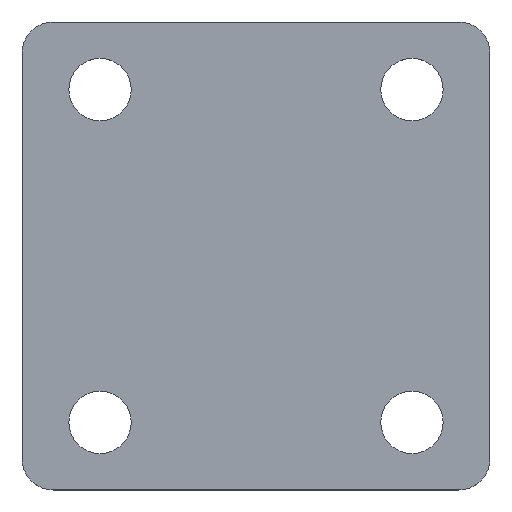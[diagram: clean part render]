
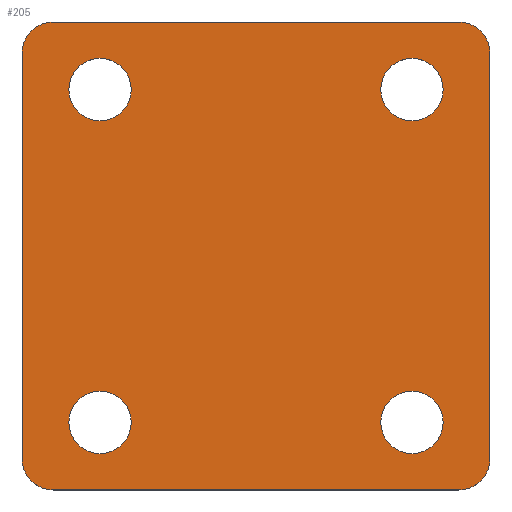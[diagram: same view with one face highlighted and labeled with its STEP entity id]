
A CAD part, top view. The second image highlights one B-rep face of the part: STEP entity #205.
In plain terms, the highlighted planar face has unit normal (0, 0, 1).
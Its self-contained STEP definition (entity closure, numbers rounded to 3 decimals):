
#42=CARTESIAN_POINT('Vertex',(4.5,6.5,3.)) ;
#56=CARTESIAN_POINT('Vertex',(10.5,6.5,3.)) ;
#59=CARTESIAN_POINT('Axis2P3D Location',(7.5,6.5,3.)) ;
#71=CARTESIAN_POINT('Axis2P3D Location',(0.,0.,3.)) ;
#76=CARTESIAN_POINT('Line Origine',(22.5,0.,3.)) ;
#80=CARTESIAN_POINT('Vertex',(3.,0.,3.)) ;
#82=CARTESIAN_POINT('Vertex',(42.,0.,3.)) ;
#85=CARTESIAN_POINT('Axis2P3D Location',(42.,3.,3.)) ;
#89=CARTESIAN_POINT('Vertex',(45.,3.,3.)) ;
#92=CARTESIAN_POINT('Line Origine',(45.,22.5,3.)) ;
#96=CARTESIAN_POINT('Vertex',(45.,42.,3.)) ;
#99=CARTESIAN_POINT('Axis2P3D Location',(42.,42.,3.)) ;
#103=CARTESIAN_POINT('Vertex',(42.,45.,3.)) ;
#106=CARTESIAN_POINT('Line Origine',(22.5,45.,3.)) ;
#110=CARTESIAN_POINT('Vertex',(3.,45.,3.)) ;
#113=CARTESIAN_POINT('Axis2P3D Location',(3.,42.,3.)) ;
#117=CARTESIAN_POINT('Vertex',(0.,42.,3.)) ;
#120=CARTESIAN_POINT('Line Origine',(0.,22.5,3.)) ;
#124=CARTESIAN_POINT('Vertex',(0.,3.,3.)) ;
#127=CARTESIAN_POINT('Axis2P3D Location',(3.,3.,3.)) ;
#142=CARTESIAN_POINT('Axis2P3D Location',(7.5,6.5,3.)) ;
#151=CARTESIAN_POINT('Axis2P3D Location',(37.5,38.5,3.)) ;
#155=CARTESIAN_POINT('Vertex',(40.5,38.5,3.)) ;
#157=CARTESIAN_POINT('Vertex',(34.5,38.5,3.)) ;
#160=CARTESIAN_POINT('Axis2P3D Location',(37.5,38.5,3.)) ;
#169=CARTESIAN_POINT('Axis2P3D Location',(7.5,38.5,3.)) ;
#173=CARTESIAN_POINT('Vertex',(10.5,38.5,3.)) ;
#175=CARTESIAN_POINT('Vertex',(4.5,38.5,3.)) ;
#178=CARTESIAN_POINT('Axis2P3D Location',(7.5,38.5,3.)) ;
#187=CARTESIAN_POINT('Axis2P3D Location',(37.5,6.5,3.)) ;
#191=CARTESIAN_POINT('Vertex',(40.5,6.5,3.)) ;
#193=CARTESIAN_POINT('Vertex',(34.5,6.5,3.)) ;
#196=CARTESIAN_POINT('Axis2P3D Location',(37.5,6.5,3.)) ;
#78=VECTOR('Line Direction',#77,1.) ;
#94=VECTOR('Line Direction',#93,1.) ;
#108=VECTOR('Line Direction',#107,1.) ;
#122=VECTOR('Line Direction',#121,1.) ;
#60=DIRECTION('Axis2P3D Direction',(0.,-0.,-1.)) ;
#72=DIRECTION('Axis2P3D Direction',(0.,0.,1.)) ;
#73=DIRECTION('Axis2P3D XDirection',(1.,0.,0.)) ;
#77=DIRECTION('Vector Direction',(1.,0.,0.)) ;
#86=DIRECTION('Axis2P3D Direction',(0.,0.,1.)) ;
#93=DIRECTION('Vector Direction',(0.,1.,0.)) ;
#100=DIRECTION('Axis2P3D Direction',(0.,0.,1.)) ;
#107=DIRECTION('Vector Direction',(-1.,0.,0.)) ;
#114=DIRECTION('Axis2P3D Direction',(0.,0.,1.)) ;
#121=DIRECTION('Vector Direction',(0.,-1.,0.)) ;
#128=DIRECTION('Axis2P3D Direction',(0.,0.,1.)) ;
#143=DIRECTION('Axis2P3D Direction',(0.,0.,1.)) ;
#152=DIRECTION('Axis2P3D Direction',(0.,0.,1.)) ;
#161=DIRECTION('Axis2P3D Direction',(0.,0.,1.)) ;
#170=DIRECTION('Axis2P3D Direction',(0.,0.,1.)) ;
#179=DIRECTION('Axis2P3D Direction',(0.,0.,1.)) ;
#188=DIRECTION('Axis2P3D Direction',(0.,0.,1.)) ;
#197=DIRECTION('Axis2P3D Direction',(0.,0.,1.)) ;
#61=AXIS2_PLACEMENT_3D('Circle Axis2P3D',#59,#60,$) ;
#74=AXIS2_PLACEMENT_3D('Plane Axis2P3D',#71,#72,#73) ;
#87=AXIS2_PLACEMENT_3D('Circle Axis2P3D',#85,#86,$) ;
#101=AXIS2_PLACEMENT_3D('Circle Axis2P3D',#99,#100,$) ;
#115=AXIS2_PLACEMENT_3D('Circle Axis2P3D',#113,#114,$) ;
#129=AXIS2_PLACEMENT_3D('Circle Axis2P3D',#127,#128,$) ;
#144=AXIS2_PLACEMENT_3D('Circle Axis2P3D',#142,#143,$) ;
#153=AXIS2_PLACEMENT_3D('Circle Axis2P3D',#151,#152,$) ;
#162=AXIS2_PLACEMENT_3D('Circle Axis2P3D',#160,#161,$) ;
#171=AXIS2_PLACEMENT_3D('Circle Axis2P3D',#169,#170,$) ;
#180=AXIS2_PLACEMENT_3D('Circle Axis2P3D',#178,#179,$) ;
#189=AXIS2_PLACEMENT_3D('Circle Axis2P3D',#187,#188,$) ;
#198=AXIS2_PLACEMENT_3D('Circle Axis2P3D',#196,#197,$) ;
#79=LINE('Line',#76,#78) ;
#95=LINE('Line',#92,#94) ;
#109=LINE('Line',#106,#108) ;
#123=LINE('Line',#120,#122) ;
#62=CIRCLE('generated circle',#61,3.) ;
#88=CIRCLE('generated circle',#87,3.) ;
#102=CIRCLE('generated circle',#101,3.) ;
#116=CIRCLE('generated circle',#115,3.) ;
#130=CIRCLE('generated circle',#129,3.) ;
#145=CIRCLE('generated circle',#144,3.) ;
#154=CIRCLE('generated circle',#153,3.) ;
#163=CIRCLE('generated circle',#162,3.) ;
#172=CIRCLE('generated circle',#171,3.) ;
#181=CIRCLE('generated circle',#180,3.) ;
#190=CIRCLE('generated circle',#189,3.) ;
#199=CIRCLE('generated circle',#198,3.) ;
#75=PLANE('',#74) ;
#150=FACE_BOUND('',#147,.T.) ;
#168=FACE_BOUND('',#165,.T.) ;
#186=FACE_BOUND('',#183,.T.) ;
#204=FACE_BOUND('',#201,.T.) ;
#63=EDGE_CURVE('',#57,#43,#62,.F.) ;
#84=EDGE_CURVE('',#81,#83,#79,.T.) ;
#91=EDGE_CURVE('',#90,#83,#88,.F.) ;
#98=EDGE_CURVE('',#90,#97,#95,.T.) ;
#105=EDGE_CURVE('',#104,#97,#102,.F.) ;
#112=EDGE_CURVE('',#104,#111,#109,.T.) ;
#119=EDGE_CURVE('',#118,#111,#116,.F.) ;
#126=EDGE_CURVE('',#118,#125,#123,.T.) ;
#131=EDGE_CURVE('',#81,#125,#130,.F.) ;
#146=EDGE_CURVE('',#43,#57,#145,.T.) ;
#159=EDGE_CURVE('',#156,#158,#154,.T.) ;
#164=EDGE_CURVE('',#158,#156,#163,.T.) ;
#177=EDGE_CURVE('',#174,#176,#172,.T.) ;
#182=EDGE_CURVE('',#176,#174,#181,.T.) ;
#195=EDGE_CURVE('',#192,#194,#190,.T.) ;
#200=EDGE_CURVE('',#194,#192,#199,.T.) ;
#132=EDGE_LOOP('',(#133,#134,#135,#136,#137,#138,#139,#140)) ;
#147=EDGE_LOOP('',(#148,#149)) ;
#165=EDGE_LOOP('',(#166,#167)) ;
#183=EDGE_LOOP('',(#184,#185)) ;
#201=EDGE_LOOP('',(#202,#203)) ;
#133=ORIENTED_EDGE('',*,*,#84,.T.) ;
#134=ORIENTED_EDGE('',*,*,#91,.F.) ;
#135=ORIENTED_EDGE('',*,*,#98,.T.) ;
#136=ORIENTED_EDGE('',*,*,#105,.F.) ;
#137=ORIENTED_EDGE('',*,*,#112,.T.) ;
#138=ORIENTED_EDGE('',*,*,#119,.F.) ;
#139=ORIENTED_EDGE('',*,*,#126,.T.) ;
#140=ORIENTED_EDGE('',*,*,#131,.F.) ;
#148=ORIENTED_EDGE('',*,*,#146,.F.) ;
#149=ORIENTED_EDGE('',*,*,#63,.F.) ;
#166=ORIENTED_EDGE('',*,*,#159,.F.) ;
#167=ORIENTED_EDGE('',*,*,#164,.F.) ;
#184=ORIENTED_EDGE('',*,*,#177,.F.) ;
#185=ORIENTED_EDGE('',*,*,#182,.F.) ;
#202=ORIENTED_EDGE('',*,*,#195,.F.) ;
#203=ORIENTED_EDGE('',*,*,#200,.F.) ;
#43=VERTEX_POINT('',#42) ;
#57=VERTEX_POINT('',#56) ;
#81=VERTEX_POINT('',#80) ;
#83=VERTEX_POINT('',#82) ;
#90=VERTEX_POINT('',#89) ;
#97=VERTEX_POINT('',#96) ;
#104=VERTEX_POINT('',#103) ;
#111=VERTEX_POINT('',#110) ;
#118=VERTEX_POINT('',#117) ;
#125=VERTEX_POINT('',#124) ;
#156=VERTEX_POINT('',#155) ;
#158=VERTEX_POINT('',#157) ;
#174=VERTEX_POINT('',#173) ;
#176=VERTEX_POINT('',#175) ;
#192=VERTEX_POINT('',#191) ;
#194=VERTEX_POINT('',#193) ;
#205=ADVANCED_FACE('Corps principal',(#141,#150,#168,#186,#204),#75,.T.) ;
#141=FACE_OUTER_BOUND('',#132,.T.) ;
